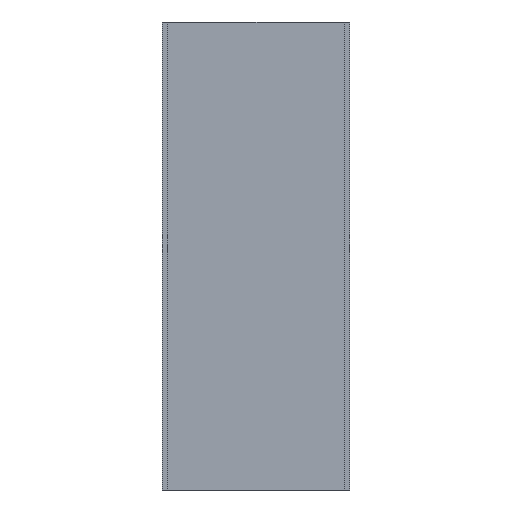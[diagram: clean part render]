
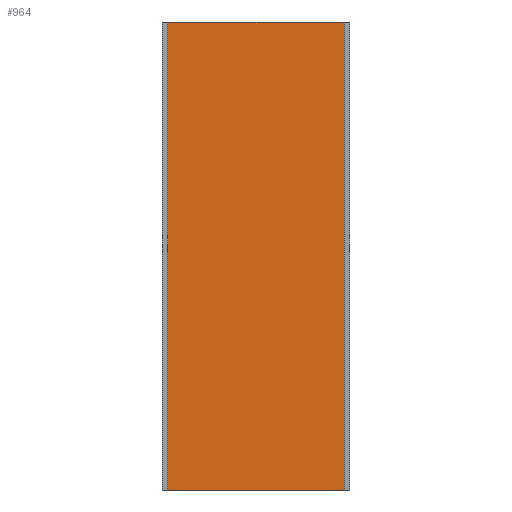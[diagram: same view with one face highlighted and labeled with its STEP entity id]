
A CAD part, left-side view. The second image highlights one B-rep face of the part: STEP entity #964.
In plain terms, the highlighted planar face has unit normal (-1, 0, 0).
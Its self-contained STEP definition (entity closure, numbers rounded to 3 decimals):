
#18 = EDGE_LOOP ( 'NONE', ( #9517, #8993, #7199, #8220 ) ) ;
#307 = CARTESIAN_POINT ( 'NONE',  ( -17.5, 3.3, -4.25 ) ) ;
#560 = EDGE_CURVE ( 'NONE', #2074, #5981, #775, .T. ) ;
#775 = LINE ( 'NONE', #8724, #8493 ) ;
#964 = ADVANCED_FACE ( 'NONE', ( #9573 ), #4351, .F. ) ;
#1244 = DIRECTION ( 'NONE',  ( 0., -1., 0. ) ) ;
#1298 = CARTESIAN_POINT ( 'NONE',  ( -17.5, 3.3, 4.25 ) ) ;
#1477 = DIRECTION ( 'NONE',  ( 0., 0., -1. ) ) ;
#1558 = VERTEX_POINT ( 'NONE', #3707 ) ;
#1791 = VERTEX_POINT ( 'NONE', #7926 ) ;
#2074 = VERTEX_POINT ( 'NONE', #307 ) ;
#2593 = EDGE_CURVE ( 'NONE', #2074, #1558, #3578, .T. ) ;
#2822 = EDGE_CURVE ( 'NONE', #1791, #1558, #4425, .T. ) ;
#3578 = LINE ( 'NONE', #5800, #6922 ) ;
#3707 = CARTESIAN_POINT ( 'NONE',  ( -17.5, 0.1, -4.25 ) ) ;
#4252 = DIRECTION ( 'NONE',  ( 1., 0., 0. ) ) ;
#4351 = PLANE ( 'NONE',  #6710 ) ;
#4425 = LINE ( 'NONE', #8112, #6948 ) ;
#4450 = DIRECTION ( 'NONE',  ( 0., 0., 1. ) ) ;
#4460 = VECTOR ( 'NONE', #1244, 1000. ) ;
#5800 = CARTESIAN_POINT ( 'NONE',  ( -17.5, 3.3, -4.25 ) ) ;
#5848 = DIRECTION ( 'NONE',  ( 0., -1., 0. ) ) ;
#5896 = DIRECTION ( 'NONE',  ( 0., 1., 0. ) ) ;
#5981 = VERTEX_POINT ( 'NONE', #6860 ) ;
#6280 = CARTESIAN_POINT ( 'NONE',  ( -17.5, 3.3, 4.25 ) ) ;
#6710 = AXIS2_PLACEMENT_3D ( 'NONE', #1298, #4252, #5896 ) ;
#6860 = CARTESIAN_POINT ( 'NONE',  ( -17.5, 3.3, 4.25 ) ) ;
#6922 = VECTOR ( 'NONE', #5848, 1000. ) ;
#6948 = VECTOR ( 'NONE', #1477, 1000. ) ;
#7199 = ORIENTED_EDGE ( 'NONE', *, *, #560, .F. ) ;
#7799 = EDGE_CURVE ( 'NONE', #5981, #1791, #8561, .T. ) ;
#7926 = CARTESIAN_POINT ( 'NONE',  ( -17.5, 0.1, 4.25 ) ) ;
#8112 = CARTESIAN_POINT ( 'NONE',  ( -17.5, 0.1, 4.25 ) ) ;
#8220 = ORIENTED_EDGE ( 'NONE', *, *, #2593, .T. ) ;
#8493 = VECTOR ( 'NONE', #4450, 1000. ) ;
#8561 = LINE ( 'NONE', #6280, #4460 ) ;
#8724 = CARTESIAN_POINT ( 'NONE',  ( -17.5, 3.3, 4.25 ) ) ;
#8993 = ORIENTED_EDGE ( 'NONE', *, *, #7799, .F. ) ;
#9517 = ORIENTED_EDGE ( 'NONE', *, *, #2822, .F. ) ;
#9573 = FACE_OUTER_BOUND ( 'NONE', #18, .T. ) ;
